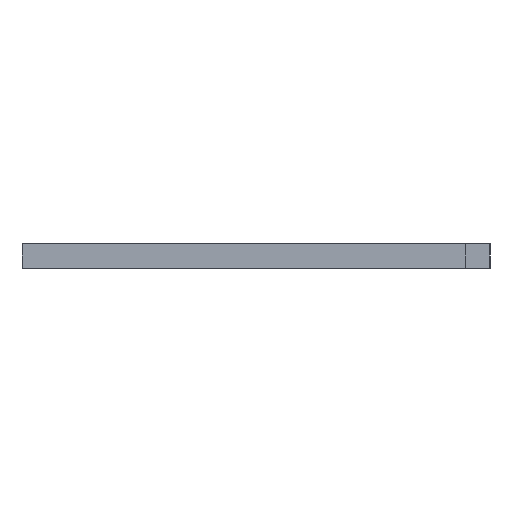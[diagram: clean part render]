
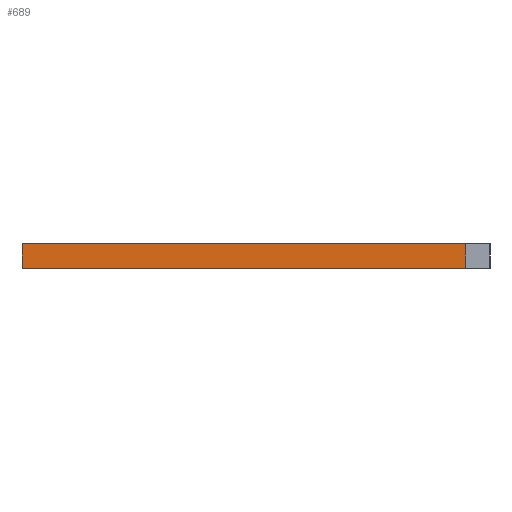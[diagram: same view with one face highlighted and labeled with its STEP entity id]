
A CAD part, left-side view. The second image highlights one B-rep face of the part: STEP entity #689.
In plain terms, the highlighted planar face has unit normal (-1, 0, 0).
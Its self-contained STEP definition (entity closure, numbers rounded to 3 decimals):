
#58 = LINE ( 'NONE', #446, #891 ) ;
#121 = VECTOR ( 'NONE', #1905, 1000. ) ;
#199 = DIRECTION ( 'NONE',  ( 0., 0., -1. ) ) ;
#256 = EDGE_LOOP ( 'NONE', ( #1501, #1566, #791, #284 ) ) ;
#284 = ORIENTED_EDGE ( 'NONE', *, *, #1274, .T. ) ;
#443 = VERTEX_POINT ( 'NONE', #1739 ) ;
#446 = CARTESIAN_POINT ( 'NONE',  ( -105., -46., 2.5 ) ) ;
#454 = VERTEX_POINT ( 'NONE', #681 ) ;
#625 = CARTESIAN_POINT ( 'NONE',  ( -105., 46., -2.5 ) ) ;
#681 = CARTESIAN_POINT ( 'NONE',  ( -105., -46., 2.5 ) ) ;
#689 = ADVANCED_FACE ( 'NONE', ( #2204 ), #1634, .F. ) ;
#755 = CARTESIAN_POINT ( 'NONE',  ( -105., 46., 2.5 ) ) ;
#791 = ORIENTED_EDGE ( 'NONE', *, *, #1520, .F. ) ;
#891 = VECTOR ( 'NONE', #1723, 1000. ) ;
#943 = LINE ( 'NONE', #2301, #2337 ) ;
#1164 = AXIS2_PLACEMENT_3D ( 'NONE', #1815, #1466, #199 ) ;
#1167 = VECTOR ( 'NONE', #1483, 1000. ) ;
#1274 = EDGE_CURVE ( 'NONE', #1743, #1527, #943, .T. ) ;
#1359 = CARTESIAN_POINT ( 'NONE',  ( -105., -46., 2.5 ) ) ;
#1466 = DIRECTION ( 'NONE',  ( 1., 0., 0. ) ) ;
#1483 = DIRECTION ( 'NONE',  ( 0., -1., 0. ) ) ;
#1501 = ORIENTED_EDGE ( 'NONE', *, *, #2099, .T. ) ;
#1520 = EDGE_CURVE ( 'NONE', #1743, #454, #58, .T. ) ;
#1527 = VERTEX_POINT ( 'NONE', #625 ) ;
#1566 = ORIENTED_EDGE ( 'NONE', *, *, #1851, .F. ) ;
#1634 = PLANE ( 'NONE',  #1164 ) ;
#1723 = DIRECTION ( 'NONE',  ( 0., -1., 0. ) ) ;
#1739 = CARTESIAN_POINT ( 'NONE',  ( -105., -46., -2.5 ) ) ;
#1742 = LINE ( 'NONE', #1359, #121 ) ;
#1743 = VERTEX_POINT ( 'NONE', #755 ) ;
#1752 = DIRECTION ( 'NONE',  ( 0., 0., -1. ) ) ;
#1815 = CARTESIAN_POINT ( 'NONE',  ( -105., -46., 2.5 ) ) ;
#1851 = EDGE_CURVE ( 'NONE', #454, #443, #1742, .T. ) ;
#1905 = DIRECTION ( 'NONE',  ( 0., 0., -1. ) ) ;
#1941 = LINE ( 'NONE', #2050, #1167 ) ;
#2050 = CARTESIAN_POINT ( 'NONE',  ( -105., -46., -2.5 ) ) ;
#2099 = EDGE_CURVE ( 'NONE', #1527, #443, #1941, .T. ) ;
#2204 = FACE_OUTER_BOUND ( 'NONE', #256, .T. ) ;
#2301 = CARTESIAN_POINT ( 'NONE',  ( -105., 46., 2.5 ) ) ;
#2337 = VECTOR ( 'NONE', #1752, 1000. ) ;
